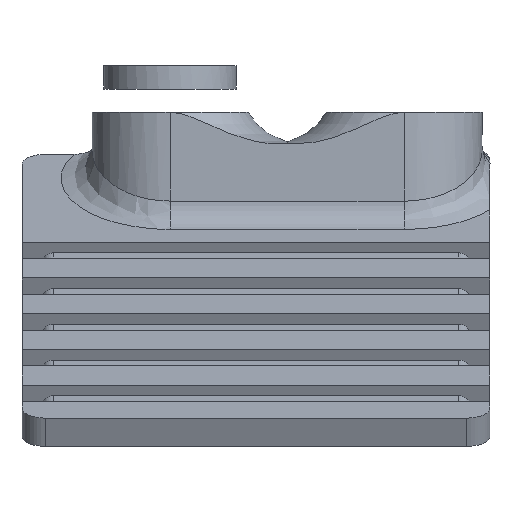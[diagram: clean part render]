
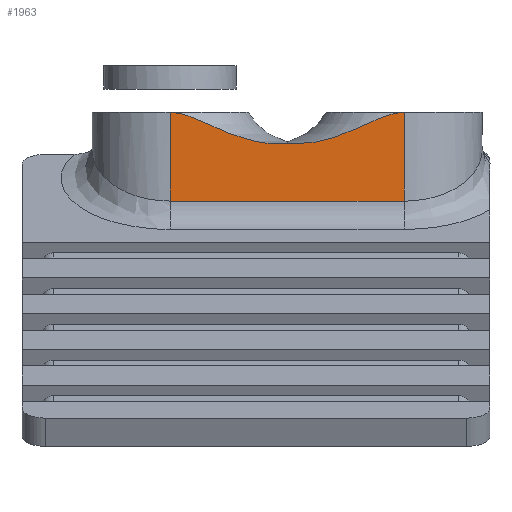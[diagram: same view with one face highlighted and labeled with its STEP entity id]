
A CAD part, front view. The second image highlights one B-rep face of the part: STEP entity #1963.
In plain terms, the highlighted planar face has unit normal (0, -1, 0).
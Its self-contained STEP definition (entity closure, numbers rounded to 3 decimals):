
#31=B_SPLINE_CURVE_WITH_KNOTS('',3,(#3361,#3362,#3363,#3364,#3365,#3366,
#3367,#3368,#3369,#3370,#3371,#3372,#3373,#3374,#3375,#3376),
 .UNSPECIFIED.,.F.,.F.,(4,2,2,2,2,2,2,4),(9.167,9.431,
9.694,9.915,10.036,10.17,10.344,
10.518),.UNSPECIFIED.);
#35=B_SPLINE_CURVE_WITH_KNOTS('',3,(#3443,#3444,#3445,#3446,#3447,#3448,
#3449,#3450,#3451,#3452,#3453,#3454,#3455,#3456,#3457,#3458),
 .UNSPECIFIED.,.F.,.F.,(4,2,2,2,2,2,2,4),(0.,0.174,0.348,
0.482,0.603,0.824,1.087,
1.351),.UNSPECIFIED.);
#116=PLANE('',#2140);
#216=FACE_OUTER_BOUND('',#325,.T.);
#325=EDGE_LOOP('',(#1784,#1785,#1786,#1787,#1788,#1789));
#394=LINE('',#2958,#599);
#530=LINE('',#3358,#735);
#531=LINE('',#3420,#736);
#535=LINE('',#3471,#740);
#599=VECTOR('',#2335,10.);
#735=VECTOR('',#2629,10.);
#736=VECTOR('',#2642,10.);
#740=VECTOR('',#2666,10.);
#879=VERTEX_POINT('',#2939);
#881=VERTEX_POINT('',#2956);
#970=VERTEX_POINT('',#3356);
#971=VERTEX_POINT('',#3360);
#975=VERTEX_POINT('',#3418);
#978=VERTEX_POINT('',#3441);
#1080=EDGE_CURVE('',#881,#879,#394,.T.);
#1239=EDGE_CURVE('',#970,#881,#530,.T.);
#1240=EDGE_CURVE('',#970,#971,#31,.F.);
#1247=EDGE_CURVE('',#975,#971,#531,.T.);
#1251=EDGE_CURVE('',#978,#975,#35,.T.);
#1257=EDGE_CURVE('',#879,#978,#535,.T.);
#1784=ORIENTED_EDGE('',*,*,#1080,.F.);
#1785=ORIENTED_EDGE('',*,*,#1239,.F.);
#1786=ORIENTED_EDGE('',*,*,#1240,.T.);
#1787=ORIENTED_EDGE('',*,*,#1247,.F.);
#1788=ORIENTED_EDGE('',*,*,#1251,.F.);
#1789=ORIENTED_EDGE('',*,*,#1257,.F.);
#1963=ADVANCED_FACE('',(#216),#116,.T.);
#2140=AXIS2_PLACEMENT_3D('',#3470,#2664,#2665);
#2335=DIRECTION('',(-1.,0.,0.));
#2629=DIRECTION('',(0.,0.,-1.));
#2642=DIRECTION('',(1.,0.,0.));
#2664=DIRECTION('center_axis',(0.,-1.,0.));
#2665=DIRECTION('ref_axis',(-1.,0.,0.));
#2666=DIRECTION('',(0.,0.,1.));
#2939=CARTESIAN_POINT('',(-15.,-10.,-7.364));
#2956=CARTESIAN_POINT('',(15.,-10.,-7.364));
#2958=CARTESIAN_POINT('',(19.875,-10.,-7.364));
#3356=CARTESIAN_POINT('',(15.,-10.,4.));
#3358=CARTESIAN_POINT('',(15.,-10.,0.));
#3360=CARTESIAN_POINT('',(1.341,-10.,0.));
#3361=CARTESIAN_POINT('Ctrl Pts',(1.341,-10.,0.));
#3362=CARTESIAN_POINT('Ctrl Pts',(2.22,-10.,0.));
#3363=CARTESIAN_POINT('Ctrl Pts',(3.177,-10.,0.101));
#3364=CARTESIAN_POINT('Ctrl Pts',(5.057,-10.,0.487));
#3365=CARTESIAN_POINT('Ctrl Pts',(5.981,-10.,0.77));
#3366=CARTESIAN_POINT('Ctrl Pts',(7.498,-10.,1.325));
#3367=CARTESIAN_POINT('Ctrl Pts',(8.311,-10.,1.668));
#3368=CARTESIAN_POINT('Ctrl Pts',(9.35,-10.,2.135));
#3369=CARTESIAN_POINT('Ctrl Pts',(9.787,-10.,2.338));
#3370=CARTESIAN_POINT('Ctrl Pts',(10.558,-10.,2.693));
#3371=CARTESIAN_POINT('Ctrl Pts',(11.045,-10.,2.917));
#3372=CARTESIAN_POINT('Ctrl Pts',(11.989,-10.,3.323));
#3373=CARTESIAN_POINT('Ctrl Pts',(12.582,-10.,3.559));
#3374=CARTESIAN_POINT('Ctrl Pts',(13.796,-10.,3.902));
#3375=CARTESIAN_POINT('Ctrl Pts',(14.42,-10.,4.));
#3376=CARTESIAN_POINT('Ctrl Pts',(15.,-10.,4.));
#3418=CARTESIAN_POINT('',(-1.341,-10.,0.));
#3420=CARTESIAN_POINT('',(-15.,-10.,0.));
#3441=CARTESIAN_POINT('',(-15.,-10.,4.));
#3443=CARTESIAN_POINT('Ctrl Pts',(-15.,-10.,4.));
#3444=CARTESIAN_POINT('Ctrl Pts',(-14.42,-10.,4.));
#3445=CARTESIAN_POINT('Ctrl Pts',(-13.796,-10.,3.902));
#3446=CARTESIAN_POINT('Ctrl Pts',(-12.582,-10.,3.559));
#3447=CARTESIAN_POINT('Ctrl Pts',(-11.989,-10.,3.323));
#3448=CARTESIAN_POINT('Ctrl Pts',(-11.045,-10.,2.917));
#3449=CARTESIAN_POINT('Ctrl Pts',(-10.558,-10.,2.693));
#3450=CARTESIAN_POINT('Ctrl Pts',(-9.787,-10.,2.338));
#3451=CARTESIAN_POINT('Ctrl Pts',(-9.35,-10.,2.135));
#3452=CARTESIAN_POINT('Ctrl Pts',(-8.311,-10.,1.668));
#3453=CARTESIAN_POINT('Ctrl Pts',(-7.498,-10.,1.325));
#3454=CARTESIAN_POINT('Ctrl Pts',(-5.981,-10.,0.77));
#3455=CARTESIAN_POINT('Ctrl Pts',(-5.057,-10.,0.487));
#3456=CARTESIAN_POINT('Ctrl Pts',(-3.177,-10.,0.101));
#3457=CARTESIAN_POINT('Ctrl Pts',(-2.22,-10.,0.));
#3458=CARTESIAN_POINT('Ctrl Pts',(-1.341,-10.,0.));
#3470=CARTESIAN_POINT('Origin',(15.,-10.,0.));
#3471=CARTESIAN_POINT('',(-15.,-10.,0.));
